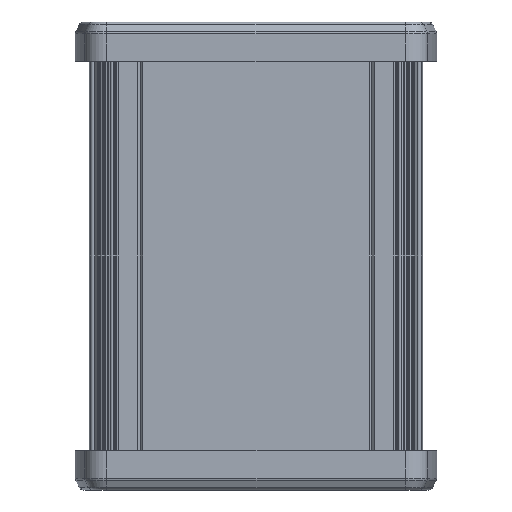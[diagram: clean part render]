
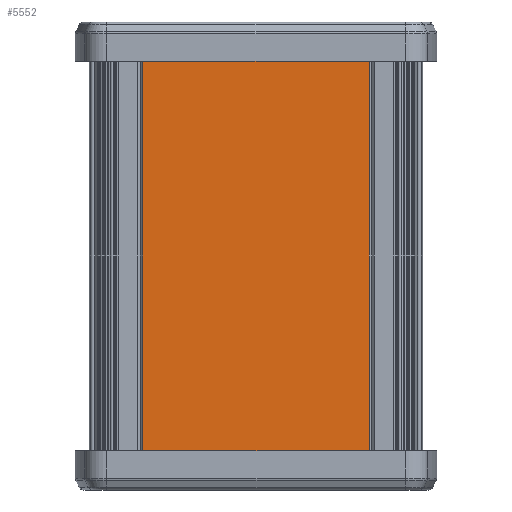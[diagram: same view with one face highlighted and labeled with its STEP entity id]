
A CAD part, front view. The second image highlights one B-rep face of the part: STEP entity #5552.
In plain terms, the highlighted planar face has unit normal (0, -1, 0).
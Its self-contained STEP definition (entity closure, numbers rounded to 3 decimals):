
#118 = EDGE_CURVE ( 'NONE', #9775, #372, #10783, .T. ) ;
#336 = VECTOR ( 'NONE', #4872, 1000. ) ;
#372 = VERTEX_POINT ( 'NONE', #1092 ) ;
#1092 = CARTESIAN_POINT ( 'NONE',  ( 270.385, 0.069, 80. ) ) ;
#1546 = EDGE_CURVE ( 'NONE', #9775, #9762, #12771, .T. ) ;
#1573 = DIRECTION ( 'NONE',  ( -1., 0., 0. ) ) ;
#1720 = EDGE_CURVE ( 'NONE', #9762, #6098, #2717, .T. ) ;
#1780 = ORIENTED_EDGE ( 'NONE', *, *, #1546, .F. ) ;
#2717 = LINE ( 'NONE', #7444, #5086 ) ;
#2922 = FACE_OUTER_BOUND ( 'NONE', #13058, .T. ) ;
#3034 = CARTESIAN_POINT ( 'NONE',  ( 313.383, 0.069, 80. ) ) ;
#3363 = LINE ( 'NONE', #9988, #336 ) ;
#3554 = ORIENTED_EDGE ( 'NONE', *, *, #1720, .F. ) ;
#3872 = AXIS2_PLACEMENT_3D ( 'NONE', #4786, #11943, #5828 ) ;
#4590 = EDGE_CURVE ( 'NONE', #372, #6098, #3363, .T. ) ;
#4616 = VECTOR ( 'NONE', #8123, 1000. ) ;
#4695 = VECTOR ( 'NONE', #1573, 1000. ) ;
#4769 = ORIENTED_EDGE ( 'NONE', *, *, #118, .T. ) ;
#4786 = CARTESIAN_POINT ( 'NONE',  ( 0., 0.069, 80. ) ) ;
#4872 = DIRECTION ( 'NONE',  ( 0., 0., -1. ) ) ;
#5086 = VECTOR ( 'NONE', #5368, 1000. ) ;
#5368 = DIRECTION ( 'NONE',  ( -1., 0., 0. ) ) ;
#5552 = ADVANCED_FACE ( 'NONE', ( #2922 ), #10925, .T. ) ;
#5623 = CARTESIAN_POINT ( 'NONE',  ( 0., 0.069, 80. ) ) ;
#5764 = CARTESIAN_POINT ( 'NONE',  ( 270.385, 0.069, 0. ) ) ;
#5805 = ORIENTED_EDGE ( 'NONE', *, *, #4590, .T. ) ;
#5828 = DIRECTION ( 'NONE',  ( 0., 0., -1. ) ) ;
#6098 = VERTEX_POINT ( 'NONE', #5764 ) ;
#7444 = CARTESIAN_POINT ( 'NONE',  ( 0., 0.069, 0. ) ) ;
#7808 = CARTESIAN_POINT ( 'NONE',  ( 313.383, 0.069, 80. ) ) ;
#8123 = DIRECTION ( 'NONE',  ( 0., 0., -1. ) ) ;
#9762 = VERTEX_POINT ( 'NONE', #12889 ) ;
#9775 = VERTEX_POINT ( 'NONE', #7808 ) ;
#9988 = CARTESIAN_POINT ( 'NONE',  ( 270.385, 0.069, 80. ) ) ;
#10783 = LINE ( 'NONE', #5623, #4695 ) ;
#10925 = PLANE ( 'NONE',  #3872 ) ;
#11943 = DIRECTION ( 'NONE',  ( 0., -1., 0. ) ) ;
#12771 = LINE ( 'NONE', #3034, #4616 ) ;
#12889 = CARTESIAN_POINT ( 'NONE',  ( 313.383, 0.069, 0. ) ) ;
#13058 = EDGE_LOOP ( 'NONE', ( #3554, #1780, #4769, #5805 ) ) ;
